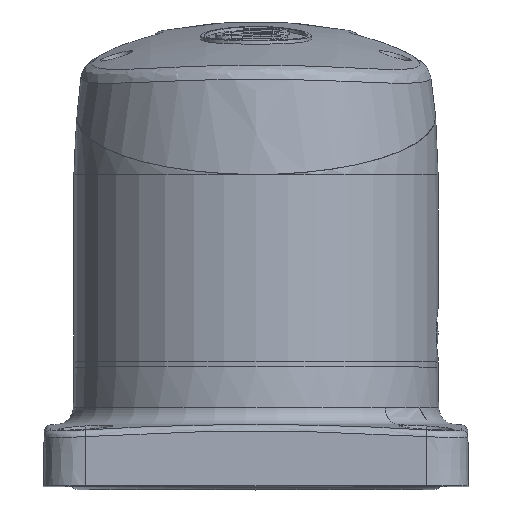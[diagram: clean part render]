
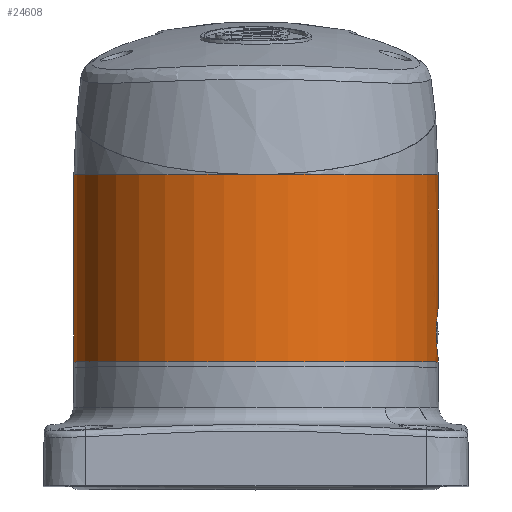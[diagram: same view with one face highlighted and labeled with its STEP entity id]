
A CAD part, top view. The second image highlights one B-rep face of the part: STEP entity #24608.
In plain terms, the highlighted cylindrical face has radius 53.5 mm (diameter 107 mm), a partial arc.
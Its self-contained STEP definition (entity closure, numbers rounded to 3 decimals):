
#15308=CARTESIAN_POINT('',(0.,0.75,0.));
#15309=DIRECTION('',(0.,1.,0.));
#15310=DIRECTION('',(-1.,0.,0.));
#15311=AXIS2_PLACEMENT_3D('',#15308,#15309,#15310);
#15340=CARTESIAN_POINT('',(53.5,16.75,0.));
#15401=CARTESIAN_POINT('',(53.5,16.75,0.));
#15402=CARTESIAN_POINT('',(53.5,16.75,0.651));
#15403=CARTESIAN_POINT('',(53.476,16.579,1.956));
#15404=CARTESIAN_POINT('',(53.375,15.824,3.787));
#15405=CARTESIAN_POINT('',(53.237,14.614,5.365));
#15406=CARTESIAN_POINT('',(53.097,13.036,6.575));
#15407=CARTESIAN_POINT('',(52.996,11.204,7.33));
#15408=CARTESIAN_POINT('',(52.972,9.9,7.5));
#15409=CARTESIAN_POINT('',(52.972,9.25,7.5));
#15414=DIRECTION('',(0.,-1.,0.));
#15415=VECTOR('',#15414,39.);
#15416=CARTESIAN_POINT('',(53.5,55.75,0.));
#15417=LINE('',#15416,#15415);
#15421=DIRECTION('',(0.,1.,0.));
#15422=VECTOR('',#15421,55.);
#15423=CARTESIAN_POINT('',(-53.5,0.75,0.));
#15424=LINE('',#15423,#15422);
#15428=DIRECTION('',(0.,-1.,0.));
#15429=VECTOR('',#15428,1.);
#15430=CARTESIAN_POINT('',(53.5,1.75,0.));
#15431=LINE('',#15430,#15429);
#15435=CARTESIAN_POINT('',(0.,55.75,0.));
#15436=DIRECTION('',(0.,-1.,0.));
#15437=DIRECTION('',(1.,0.,0.));
#15438=AXIS2_PLACEMENT_3D('',#15435,#15436,#15437);
#15476=CARTESIAN_POINT('',(0.,55.75,53.5));
#21575=CARTESIAN_POINT('',(52.972,9.25,7.5));
#21576=CARTESIAN_POINT('',(52.972,8.599,7.5));
#21577=CARTESIAN_POINT('',(52.996,7.294,7.329));
#21578=CARTESIAN_POINT('',(53.098,5.463,6.574));
#21579=CARTESIAN_POINT('',(53.237,3.885,5.364));
#21580=CARTESIAN_POINT('',(53.375,2.676,3.786));
#21581=CARTESIAN_POINT('',(53.476,1.92,1.955));
#21582=CARTESIAN_POINT('',(53.5,1.75,0.651));
#21583=CARTESIAN_POINT('',(53.5,1.75,0.));
#23353=CARTESIAN_POINT('',(0.,55.75,0.));
#23354=DIRECTION('',(0.,-1.,0.));
#23355=DIRECTION('',(0.,0.,1.));
#23356=AXIS2_PLACEMENT_3D('',#23353,#23354,#23355);
#24063=VERTEX_POINT('',#15476);
#24071=CARTESIAN_POINT('',(53.5,55.75,0.));
#24072=VERTEX_POINT('',#24071);
#24073=CARTESIAN_POINT('',(-53.5,55.75,0.));
#24074=VERTEX_POINT('',#24073);
#24099=VERTEX_POINT('',#15340);
#24103=CARTESIAN_POINT('',(-53.5,0.75,0.));
#24104=VERTEX_POINT('',#24103);
#24105=CARTESIAN_POINT('',(53.5,1.75,0.));
#24106=CARTESIAN_POINT('',(53.5,0.75,0.));
#24107=VERTEX_POINT('',#24105);
#24108=VERTEX_POINT('',#24106);
#24109=VERTEX_POINT('',#15409);
#24590=CARTESIAN_POINT('',(0.,-0.35,0.));
#24591=DIRECTION('',(0.,1.,0.));
#24592=DIRECTION('',(1.,0.,0.));
#24593=AXIS2_PLACEMENT_3D('',#24590,#24591,#24592);
#24594=CYLINDRICAL_SURFACE('',#24593,53.5);
#24595=ORIENTED_EDGE('',*,*,#24579,.F.);
#24596=ORIENTED_EDGE('',*,*,#24568,.F.);
#24598=ORIENTED_EDGE('',*,*,#24597,.T.);
#24600=ORIENTED_EDGE('',*,*,#24599,.T.);
#24601=ORIENTED_EDGE('',*,*,#24552,.F.);
#24602=ORIENTED_EDGE('',*,*,#24529,.T.);
#24603=ORIENTED_EDGE('',*,*,#24549,.F.);
#24605=ORIENTED_EDGE('',*,*,#24604,.F.);
#24606=EDGE_LOOP('',(#24595,#24596,#24598,#24600,#24601,#24602,#24603,#24605));
#24607=FACE_OUTER_BOUND('',#24606,.F.);
#24608=ADVANCED_FACE('',(#24607),#24594,.F.);
#15312=CIRCLE('',#15311,53.5);
#15410=B_SPLINE_CURVE_WITH_KNOTS('',3,(#15401,#15402,#15403,#15404,#15405,
#15406,#15407,#15408,#15409),.UNSPECIFIED.,.F.,.F.,(4,1,1,1,1,1,4),(0.,
0.167,0.333,0.5,0.667,0.833,
1.),.UNSPECIFIED.);
#15439=CIRCLE('',#15438,53.5);
#21584=B_SPLINE_CURVE_WITH_KNOTS('',3,(#21575,#21576,#21577,#21578,#21579,
#21580,#21581,#21582,#21583),.UNSPECIFIED.,.F.,.F.,(4,1,1,1,1,1,4),(0.,
0.167,0.333,0.5,0.667,0.833,
1.),.UNSPECIFIED.);
#23357=CIRCLE('',#23356,53.5);
#24529=EDGE_CURVE('',#24104,#24108,#15312,.T.);
#24549=EDGE_CURVE('',#24107,#24108,#15431,.T.);
#24552=EDGE_CURVE('',#24104,#24074,#15424,.T.);
#24568=EDGE_CURVE('',#24072,#24099,#15417,.T.);
#24579=EDGE_CURVE('',#24099,#24109,#15410,.T.);
#24597=EDGE_CURVE('',#24072,#24063,#15439,.T.);
#24599=EDGE_CURVE('',#24063,#24074,#23357,.T.);
#24604=EDGE_CURVE('',#24109,#24107,#21584,.T.);
